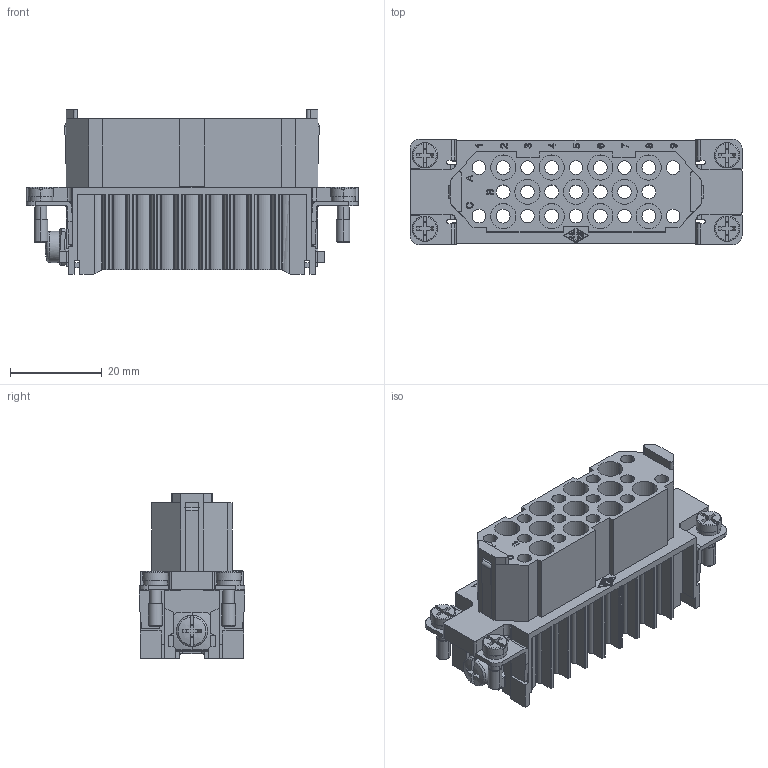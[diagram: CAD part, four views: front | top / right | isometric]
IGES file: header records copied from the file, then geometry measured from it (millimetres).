
Global section: file name: No Iges File Name specified; native system: AutoDesk Inventor R6.1; preprocessor: AutoDesk Inventor Iges Exporter R6.1; author: No Author specified; organization: No Organization specified; date: 20061211.141445; units: millimetre
Bounding box: 72.5 x 23 x 36 mm (x, y, z)
Volume: 21826.2 mm3; surface area: 23003.4 mm2
Topology: 1 solids, 3 shells, 1514 faces, 4178 edges, 2762 vertices
Faces by surface type: bspline 562, plane 557, revolution 216, cylinder 161, torus 12, cone 6
